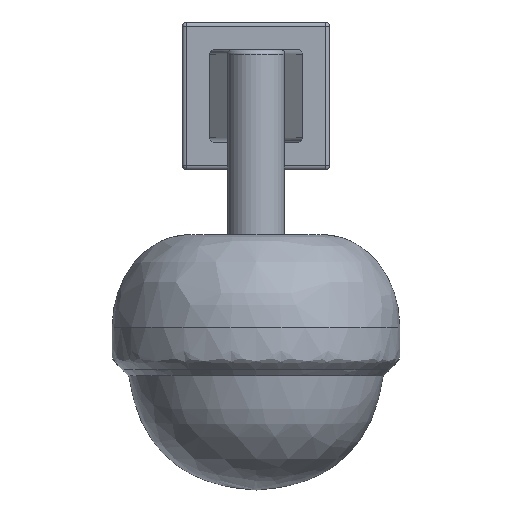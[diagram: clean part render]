
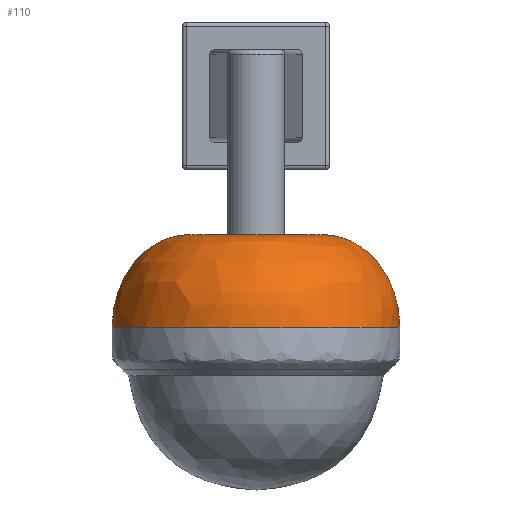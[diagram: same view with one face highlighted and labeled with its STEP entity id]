
A CAD part, front view. The second image highlights one B-rep face of the part: STEP entity #110.
In plain terms, the highlighted free-form (B-spline) face has degree [2, 2] with [5, 3] control points.
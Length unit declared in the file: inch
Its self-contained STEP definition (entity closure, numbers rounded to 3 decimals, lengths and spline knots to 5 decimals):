
#110=ADVANCED_FACE('',(#193),#1245,.T.);
#193=FACE_OUTER_BOUND('',#282,.T.);
#282=EDGE_LOOP('',(#639,#640,#641,#642));
#639=ORIENTED_EDGE('',*,*,#821,.T.);
#640=ORIENTED_EDGE('',*,*,#818,.T.);
#641=ORIENTED_EDGE('',*,*,#822,.F.);
#642=ORIENTED_EDGE('',*,*,#820,.F.);
#818=EDGE_CURVE('',#1193,#1194,#920,.T.);
#820=EDGE_CURVE('',#1195,#1196,#921,.T.);
#821=EDGE_CURVE('',#1195,#1193,#1001,.T.);
#822=EDGE_CURVE('',#1196,#1194,#1002,.T.);
#920=(
BOUNDED_CURVE()
B_SPLINE_CURVE(2,(#3113,#3114,#3115),.UNSPECIFIED.,.F.,.F.)
B_SPLINE_CURVE_WITH_KNOTS((3,3),(0.,0.09817),.UNSPECIFIED.)
CURVE()
GEOMETRIC_REPRESENTATION_ITEM()
RATIONAL_B_SPLINE_CURVE((1.,0.707,1.))
REPRESENTATION_ITEM('')
);
#921=(
BOUNDED_CURVE()
B_SPLINE_CURVE(2,(#3119,#3120,#3121),.UNSPECIFIED.,.F.,.F.)
B_SPLINE_CURVE_WITH_KNOTS((3,3),(0.,0.09817),.UNSPECIFIED.)
CURVE()
GEOMETRIC_REPRESENTATION_ITEM()
RATIONAL_B_SPLINE_CURVE((1.,0.707,1.))
REPRESENTATION_ITEM('')
);
#1001=TRIMMED_CURVE($,#1082,(#3123),(#3124),.T.,.CARTESIAN.);
#1002=TRIMMED_CURVE($,#1083,(#3126),(#3127),.T.,.CARTESIAN.);
#1082=CIRCLE('',#1500,0.09732);
#1083=CIRCLE('',#1501,0.04491);
#1193=VERTEX_POINT('',#3106);
#1194=VERTEX_POINT('',#3107);
#1195=VERTEX_POINT('',#3108);
#1196=VERTEX_POINT('',#3109);
#1245=(
BOUNDED_SURFACE()
B_SPLINE_SURFACE(2,2,((#3091,#3092,#3093),(#3094,#3095,#3096),(#3097,#3098,
#3099),(#3100,#3101,#3102),(#3103,#3104,#3105)),.UNSPECIFIED.,.F.,.F.,.F.)
B_SPLINE_SURFACE_WITH_KNOTS((3,2,3),(3,3),(0.16827,0.25241,
0.33654),(0.,0.09817),.UNSPECIFIED.)
GEOMETRIC_REPRESENTATION_ITEM()
RATIONAL_B_SPLINE_SURFACE(((1.,0.707,1.),(0.707,
0.5,0.707),(1.,0.707,1.),(0.707,
0.5,0.707),(1.,0.707,1.)))
REPRESENTATION_ITEM('')
SURFACE()
);
#1500=AXIS2_PLACEMENT_3D($,#3122,#1713,#1714);
#1501=AXIS2_PLACEMENT_3D($,#3125,#1715,#1716);
#1713=DIRECTION('',(0.,0.,1.));
#1714=DIRECTION('',(-1.,0.,0.));
#1715=DIRECTION('',(0.,0.,1.));
#1716=DIRECTION('',(-1.,0.,0.));
#3091=CARTESIAN_POINT('',(-0.09732,0.,2.10993));
#3092=CARTESIAN_POINT('',(-0.09732,0.,2.17269));
#3093=CARTESIAN_POINT('',(-0.04491,0.,2.17269));
#3094=CARTESIAN_POINT('',(-0.09732,-0.09732,2.10993));
#3095=CARTESIAN_POINT('',(-0.09732,-0.09732,2.17269));
#3096=CARTESIAN_POINT('',(-0.04491,-0.04491,2.17269));
#3097=CARTESIAN_POINT('',(0.,-0.09732,2.10993));
#3098=CARTESIAN_POINT('',(0.,-0.09732,2.17269));
#3099=CARTESIAN_POINT('',(0.,-0.04491,2.17269));
#3100=CARTESIAN_POINT('',(0.09732,-0.09732,2.10993));
#3101=CARTESIAN_POINT('',(0.09732,-0.09732,2.17269));
#3102=CARTESIAN_POINT('',(0.04491,-0.04491,2.17269));
#3103=CARTESIAN_POINT('',(0.09732,0.,2.10993));
#3104=CARTESIAN_POINT('',(0.09732,0.,2.17269));
#3105=CARTESIAN_POINT('',(0.04491,0.,2.17269));
#3106=CARTESIAN_POINT('',(0.09732,0.,2.10993));
#3107=CARTESIAN_POINT('',(0.04491,0.,2.17269));
#3108=CARTESIAN_POINT('',(-0.09732,0.,2.10993));
#3109=CARTESIAN_POINT('',(-0.04491,0.,2.17269));
#3113=CARTESIAN_POINT('',(0.09732,0.,2.10993));
#3114=CARTESIAN_POINT('',(0.09732,0.,2.17269));
#3115=CARTESIAN_POINT('',(0.04491,0.,2.17269));
#3119=CARTESIAN_POINT('',(-0.09732,0.,2.10993));
#3120=CARTESIAN_POINT('',(-0.09732,0.,2.17269));
#3121=CARTESIAN_POINT('',(-0.04491,0.,2.17269));
#3122=CARTESIAN_POINT('',(0.,0.,2.10993));
#3123=CARTESIAN_POINT('',(-0.09732,0.,2.10993));
#3124=CARTESIAN_POINT('',(0.09732,0.,2.10993));
#3125=CARTESIAN_POINT('',(0.,0.,2.17269));
#3126=CARTESIAN_POINT('',(-0.04491,0.,2.17269));
#3127=CARTESIAN_POINT('',(0.04491,0.,2.17269));
